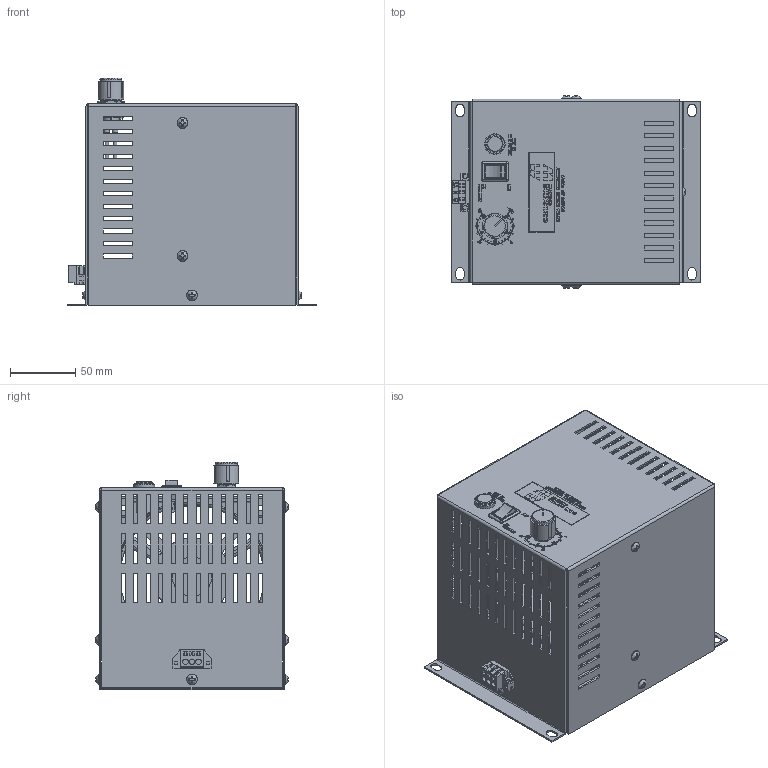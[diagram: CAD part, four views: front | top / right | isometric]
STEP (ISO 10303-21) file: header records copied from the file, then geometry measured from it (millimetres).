
FILE_DESCRIPTION (( 'STEP AP214' ), '1' );
FILE_NAME ('FLHTF1300A115.STEP', '2020-11-05T16:41:57', ( '' ), ( '' ), 'SwSTEP 2.0', 'SolidWorks 2019', '' );
FILE_SCHEMA (( 'AUTOMOTIVE_DESIGN' ));
Length unit declared in the file: inch
Products named in the file (1): FLHTF1300A115
Bounding box: 189.87 x 147.15 x 173.86 mm (x, y, z)
Volume: 343327.7 mm3; surface area: 388242.1 mm2
Topology: 18 solids, 18 shells, 4516 faces, 12610 edges, 8362 vertices
Faces by surface type: plane 3919, cylinder 311, bspline 185, cone 101
Full cylindrical faces by diameter (mm): 1.5 x2, 1.676 x2, 1.778 x3, 2.159 x2, 2.667 x2, 3.048 x2, 3.3 x4, 3.302 x2, 3.48 x8, 4.191 x3, 4.2 x8, 4.318 x2, 4.623 x8, 4.801 x2, 5.156 x4, 9.728 x1, 12.446 x2, 12.7 x1, 14.605 x1, 15.748 x1, 15.875 x1, 16.51 x2, 16.764 x1, 19.304 x1, 30 x1, 110 x1
Entity records: 147994 total; most frequent: CARTESIAN_POINT 32765, ORIENTED_EDGE 24950, DIRECTION 21301, EDGE_CURVE 12475, LINE 11061, VECTOR 11061, VERTEX_POINT 8330, EDGE_LOOP 5213
